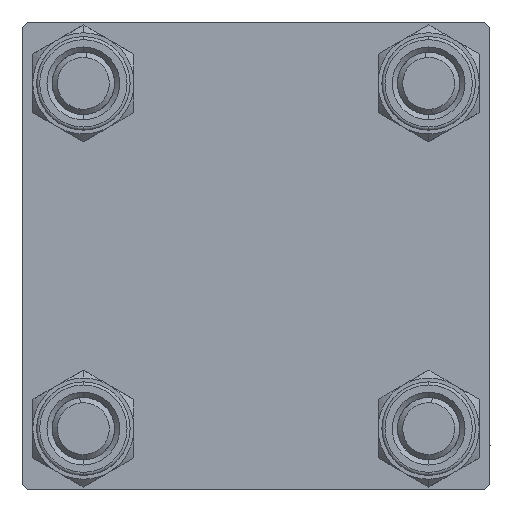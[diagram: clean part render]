
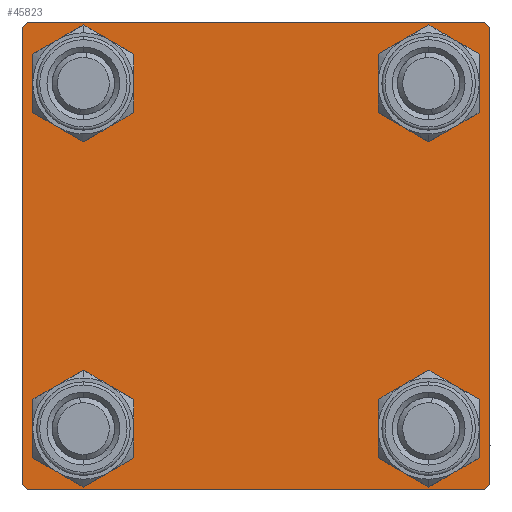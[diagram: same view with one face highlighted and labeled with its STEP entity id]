
A CAD part, left-side view. The second image highlights one B-rep face of the part: STEP entity #45823.
In plain terms, the highlighted planar face has unit normal (-1, 0, 0).
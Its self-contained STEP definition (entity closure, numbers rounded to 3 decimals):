
#344 = DIRECTION ( 'NONE',  ( 0., 0., 1. ) ) ;
#553 = VERTEX_POINT ( 'NONE', #19313 ) ;
#931 = DIRECTION ( 'NONE',  ( 0., 0., 1. ) ) ;
#993 = LINE ( 'NONE', #39066, #8163 ) ;
#1100 = FACE_BOUND ( 'NONE', #27889, .T. ) ;
#1504 = CARTESIAN_POINT ( 'NONE',  ( 0., 16.6, 16.6 ) ) ;
#1742 = EDGE_CURVE ( 'NONE', #8636, #31762, #22866, .T. ) ;
#2498 = DIRECTION ( 'NONE',  ( 0., -0.707, 0.707 ) ) ;
#3005 = ORIENTED_EDGE ( 'NONE', *, *, #17087, .T. ) ;
#3059 = DIRECTION ( 'NONE',  ( 0., 0.707, 0.707 ) ) ;
#3217 = VERTEX_POINT ( 'NONE', #50036 ) ;
#3518 = VERTEX_POINT ( 'NONE', #13533 ) ;
#3735 = VERTEX_POINT ( 'NONE', #13468 ) ;
#3843 = CARTESIAN_POINT ( 'NONE',  ( 0., 22.25, -22.25 ) ) ;
#4135 = DIRECTION ( 'NONE',  ( -1., 0., 0. ) ) ;
#4214 = CIRCLE ( 'NONE', #10716, 3.5 ) ;
#4316 = ORIENTED_EDGE ( 'NONE', *, *, #35819, .T. ) ;
#4783 = DIRECTION ( 'NONE',  ( 1., 0., 0. ) ) ;
#4997 = ORIENTED_EDGE ( 'NONE', *, *, #27503, .T. ) ;
#5697 = EDGE_LOOP ( 'NONE', ( #42987, #49742 ) ) ;
#6236 = ORIENTED_EDGE ( 'NONE', *, *, #15183, .T. ) ;
#6333 = AXIS2_PLACEMENT_3D ( 'NONE', #47666, #4783, #32212 ) ;
#6583 = ORIENTED_EDGE ( 'NONE', *, *, #11652, .F. ) ;
#7929 = VERTEX_POINT ( 'NONE', #12139 ) ;
#8163 = VECTOR ( 'NONE', #8856, 1000. ) ;
#8636 = VERTEX_POINT ( 'NONE', #47715 ) ;
#8856 = DIRECTION ( 'NONE',  ( 0., 0., -1. ) ) ;
#9656 = EDGE_CURVE ( 'NONE', #43812, #36855, #10557, .T. ) ;
#10006 = EDGE_LOOP ( 'NONE', ( #44221, #47867 ) ) ;
#10283 = VERTEX_POINT ( 'NONE', #42622 ) ;
#10557 = CIRCLE ( 'NONE', #38913, 3.5 ) ;
#10621 = VECTOR ( 'NONE', #19264, 1000. ) ;
#10716 = AXIS2_PLACEMENT_3D ( 'NONE', #1504, #46928, #24372 ) ;
#11371 = CARTESIAN_POINT ( 'NONE',  ( 0., -16.6, 16.6 ) ) ;
#11390 = LINE ( 'NONE', #42829, #10621 ) ;
#11652 = EDGE_CURVE ( 'NONE', #7929, #31762, #11390, .T. ) ;
#11984 = LINE ( 'NONE', #3843, #42650 ) ;
#12139 = CARTESIAN_POINT ( 'NONE',  ( 0., 22., 22.5 ) ) ;
#12393 = CARTESIAN_POINT ( 'NONE',  ( 0., 16.6, -20.1 ) ) ;
#12537 = CARTESIAN_POINT ( 'NONE',  ( 0., 16.6, -16.6 ) ) ;
#12798 = DIRECTION ( 'NONE',  ( 0., 0., 1. ) ) ;
#12832 = AXIS2_PLACEMENT_3D ( 'NONE', #19976, #39499, #931 ) ;
#13043 = ORIENTED_EDGE ( 'NONE', *, *, #13999, .T. ) ;
#13468 = CARTESIAN_POINT ( 'NONE',  ( 0., -22.5, -22. ) ) ;
#13533 = CARTESIAN_POINT ( 'NONE',  ( 0., 22., -22.5 ) ) ;
#13579 = EDGE_CURVE ( 'NONE', #10283, #553, #14728, .T. ) ;
#13999 = EDGE_CURVE ( 'NONE', #553, #10283, #22060, .T. ) ;
#14383 = CARTESIAN_POINT ( 'NONE',  ( 0., -16.6, -16.6 ) ) ;
#14728 = CIRCLE ( 'NONE', #21226, 3.5 ) ;
#14940 = DIRECTION ( 'NONE',  ( 1., 0., 0. ) ) ;
#15168 = VECTOR ( 'NONE', #3059, 1000. ) ;
#15183 = EDGE_CURVE ( 'NONE', #7929, #25061, #36364, .T. ) ;
#15421 = DIRECTION ( 'NONE',  ( 1., 0., 0. ) ) ;
#15850 = DIRECTION ( 'NONE',  ( 1., 0., 0. ) ) ;
#15973 = CARTESIAN_POINT ( 'NONE',  ( 0., 16.6, -13.1 ) ) ;
#16340 = CARTESIAN_POINT ( 'NONE',  ( 0., 0., 0. ) ) ;
#17087 = EDGE_CURVE ( 'NONE', #3217, #3735, #37281, .T. ) ;
#17117 = VECTOR ( 'NONE', #36620, 1000. ) ;
#19113 = DIRECTION ( 'NONE',  ( 0., -0.707, -0.707 ) ) ;
#19264 = DIRECTION ( 'NONE',  ( 0., -1., 0. ) ) ;
#19313 = CARTESIAN_POINT ( 'NONE',  ( 0., -16.6, -13.1 ) ) ;
#19392 = EDGE_CURVE ( 'NONE', #36855, #43812, #38254, .T. ) ;
#19976 = CARTESIAN_POINT ( 'NONE',  ( 0., 16.6, 16.6 ) ) ;
#20661 = CARTESIAN_POINT ( 'NONE',  ( 0., 22.5, -22. ) ) ;
#21226 = AXIS2_PLACEMENT_3D ( 'NONE', #43305, #15421, #34451 ) ;
#21429 = EDGE_CURVE ( 'NONE', #44903, #3518, #11984, .T. ) ;
#22060 = CIRCLE ( 'NONE', #43106, 3.5 ) ;
#22714 = CARTESIAN_POINT ( 'NONE',  ( 0., -22., 22.5 ) ) ;
#22866 = LINE ( 'NONE', #45686, #15168 ) ;
#22925 = CIRCLE ( 'NONE', #37528, 3.5 ) ;
#23374 = EDGE_CURVE ( 'NONE', #8636, #3735, #44358, .T. ) ;
#23568 = VERTEX_POINT ( 'NONE', #30402 ) ;
#23626 = DIRECTION ( 'NONE',  ( 0., -1., 0. ) ) ;
#23879 = VERTEX_POINT ( 'NONE', #29039 ) ;
#24372 = DIRECTION ( 'NONE',  ( 0., 0., 1. ) ) ;
#25061 = VERTEX_POINT ( 'NONE', #40916 ) ;
#26351 = EDGE_CURVE ( 'NONE', #35718, #38034, #33096, .T. ) ;
#26439 = LINE ( 'NONE', #32247, #30687 ) ;
#26605 = EDGE_CURVE ( 'NONE', #23879, #23568, #34706, .T. ) ;
#27503 = EDGE_CURVE ( 'NONE', #3518, #3217, #26439, .T. ) ;
#27694 = VECTOR ( 'NONE', #2498, 1000. ) ;
#27889 = EDGE_LOOP ( 'NONE', ( #13043, #38096 ) ) ;
#28776 = DIRECTION ( 'NONE',  ( 0., 0., 1. ) ) ;
#29013 = CARTESIAN_POINT ( 'NONE',  ( 0., 22.25, 22.25 ) ) ;
#29039 = CARTESIAN_POINT ( 'NONE',  ( 0., 16.6, 13.1 ) ) ;
#29560 = EDGE_LOOP ( 'NONE', ( #4316, #48121, #4997, #3005, #30498, #47297, #6583, #6236 ) ) ;
#30402 = CARTESIAN_POINT ( 'NONE',  ( 0., 16.6, 20.1 ) ) ;
#30498 = ORIENTED_EDGE ( 'NONE', *, *, #23374, .F. ) ;
#30687 = VECTOR ( 'NONE', #23626, 1000. ) ;
#31762 = VERTEX_POINT ( 'NONE', #22714 ) ;
#32212 = DIRECTION ( 'NONE',  ( 0., 0., 1. ) ) ;
#32247 = CARTESIAN_POINT ( 'NONE',  ( 0., 22.5, -22.5 ) ) ;
#32326 = FACE_BOUND ( 'NONE', #10006, .T. ) ;
#33096 = CIRCLE ( 'NONE', #6333, 3.5 ) ;
#33384 = CARTESIAN_POINT ( 'NONE',  ( 0., -16.6, 13.1 ) ) ;
#34451 = DIRECTION ( 'NONE',  ( 0., 0., 1. ) ) ;
#34706 = CIRCLE ( 'NONE', #12832, 3.5 ) ;
#34993 = EDGE_LOOP ( 'NONE', ( #47381, #46941 ) ) ;
#35718 = VERTEX_POINT ( 'NONE', #15973 ) ;
#35819 = EDGE_CURVE ( 'NONE', #25061, #44903, #993, .T. ) ;
#36128 = DIRECTION ( 'NONE',  ( 1., 0., 0. ) ) ;
#36364 = LINE ( 'NONE', #29013, #17117 ) ;
#36620 = DIRECTION ( 'NONE',  ( 0., 0.707, -0.707 ) ) ;
#36855 = VERTEX_POINT ( 'NONE', #41869 ) ;
#37281 = LINE ( 'NONE', #45124, #27694 ) ;
#37528 = AXIS2_PLACEMENT_3D ( 'NONE', #12537, #36128, #28776 ) ;
#37965 = DIRECTION ( 'NONE',  ( 1., 0., 0. ) ) ;
#38034 = VERTEX_POINT ( 'NONE', #12393 ) ;
#38096 = ORIENTED_EDGE ( 'NONE', *, *, #13579, .T. ) ;
#38254 = CIRCLE ( 'NONE', #44752, 3.5 ) ;
#38913 = AXIS2_PLACEMENT_3D ( 'NONE', #11371, #14940, #41327 ) ;
#39066 = CARTESIAN_POINT ( 'NONE',  ( 0., 22.5, 22.5 ) ) ;
#39499 = DIRECTION ( 'NONE',  ( 1., 0., 0. ) ) ;
#39854 = EDGE_CURVE ( 'NONE', #23568, #23879, #4214, .T. ) ;
#40916 = CARTESIAN_POINT ( 'NONE',  ( 0., 22.5, 22. ) ) ;
#41043 = CARTESIAN_POINT ( 'NONE',  ( 0., -22.5, 22.5 ) ) ;
#41327 = DIRECTION ( 'NONE',  ( 0., 0., 1. ) ) ;
#41869 = CARTESIAN_POINT ( 'NONE',  ( 0., -16.6, 20.1 ) ) ;
#42622 = CARTESIAN_POINT ( 'NONE',  ( 0., -16.6, -20.1 ) ) ;
#42650 = VECTOR ( 'NONE', #19113, 1000. ) ;
#42829 = CARTESIAN_POINT ( 'NONE',  ( 0., 22.5, 22.5 ) ) ;
#42987 = ORIENTED_EDGE ( 'NONE', *, *, #26351, .T. ) ;
#43106 = AXIS2_PLACEMENT_3D ( 'NONE', #14383, #37965, #49622 ) ;
#43219 = FACE_BOUND ( 'NONE', #34993, .T. ) ;
#43229 = AXIS2_PLACEMENT_3D ( 'NONE', #16340, #4135, #344 ) ;
#43305 = CARTESIAN_POINT ( 'NONE',  ( 0., -16.6, -16.6 ) ) ;
#43492 = VECTOR ( 'NONE', #47916, 1000. ) ;
#43812 = VERTEX_POINT ( 'NONE', #33384 ) ;
#43973 = FACE_OUTER_BOUND ( 'NONE', #29560, .T. ) ;
#44221 = ORIENTED_EDGE ( 'NONE', *, *, #19392, .T. ) ;
#44358 = LINE ( 'NONE', #41043, #43492 ) ;
#44752 = AXIS2_PLACEMENT_3D ( 'NONE', #47541, #15850, #12798 ) ;
#44903 = VERTEX_POINT ( 'NONE', #20661 ) ;
#44926 = EDGE_CURVE ( 'NONE', #38034, #35718, #22925, .T. ) ;
#45124 = CARTESIAN_POINT ( 'NONE',  ( 0., -22.25, -22.25 ) ) ;
#45686 = CARTESIAN_POINT ( 'NONE',  ( 0., -22.25, 22.25 ) ) ;
#45823 = ADVANCED_FACE ( 'NONE', ( #32326, #1100, #47779, #43219, #43973 ), #46771, .T. ) ;
#46771 = PLANE ( 'NONE',  #43229 ) ;
#46928 = DIRECTION ( 'NONE',  ( 1., 0., 0. ) ) ;
#46941 = ORIENTED_EDGE ( 'NONE', *, *, #26605, .T. ) ;
#47297 = ORIENTED_EDGE ( 'NONE', *, *, #1742, .T. ) ;
#47381 = ORIENTED_EDGE ( 'NONE', *, *, #39854, .T. ) ;
#47541 = CARTESIAN_POINT ( 'NONE',  ( 0., -16.6, 16.6 ) ) ;
#47666 = CARTESIAN_POINT ( 'NONE',  ( 0., 16.6, -16.6 ) ) ;
#47715 = CARTESIAN_POINT ( 'NONE',  ( 0., -22.5, 22. ) ) ;
#47779 = FACE_BOUND ( 'NONE', #5697, .T. ) ;
#47867 = ORIENTED_EDGE ( 'NONE', *, *, #9656, .T. ) ;
#47916 = DIRECTION ( 'NONE',  ( 0., 0., -1. ) ) ;
#48121 = ORIENTED_EDGE ( 'NONE', *, *, #21429, .T. ) ;
#49622 = DIRECTION ( 'NONE',  ( 0., 0., 1. ) ) ;
#49742 = ORIENTED_EDGE ( 'NONE', *, *, #44926, .T. ) ;
#50036 = CARTESIAN_POINT ( 'NONE',  ( 0., -22., -22.5 ) ) ;
